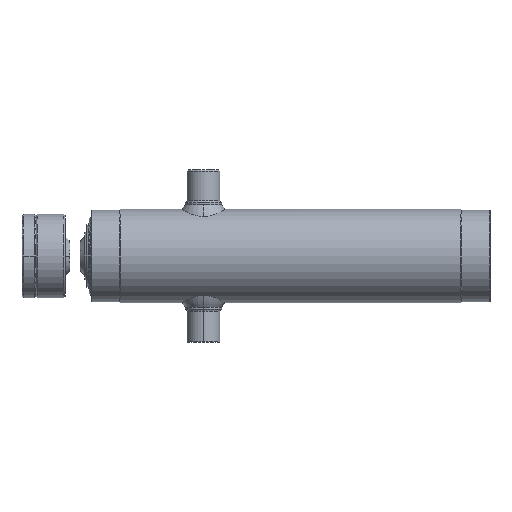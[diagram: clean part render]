
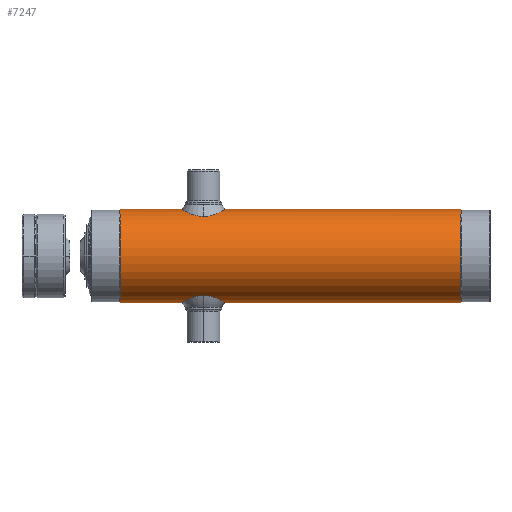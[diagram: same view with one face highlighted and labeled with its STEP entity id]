
A CAD part, left-side view. The second image highlights one B-rep face of the part: STEP entity #7247.
In plain terms, the highlighted cylindrical face has radius 64 mm (diameter 128 mm), a partial arc.
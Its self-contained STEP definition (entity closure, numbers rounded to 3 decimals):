
#11 = CARTESIAN_POINT ( 'NONE',  ( -5.808, 394.557, 63.736 ) ) ;
#262 = AXIS2_PLACEMENT_3D ( 'NONE', #2808, #1396, #9752 ) ;
#418 = CARTESIAN_POINT ( 'NONE',  ( -0.789, 398.961, 63.996 ) ) ;
#536 = FACE_OUTER_BOUND ( 'NONE', #5013, .T. ) ;
#720 = CARTESIAN_POINT ( 'NONE',  ( -5.384, 390.345, 63.773 ) ) ;
#727 = CARTESIAN_POINT ( 'NONE',  ( 0., 399., 64. ) ) ;
#769 = CARTESIAN_POINT ( 'NONE',  ( -2.117, 387.382, 63.965 ) ) ;
#810 = DIRECTION ( 'NONE',  ( 0., -1., 0. ) ) ;
#815 = CARTESIAN_POINT ( 'NONE',  ( -1.362, 387.153, 63.986 ) ) ;
#931 = ORIENTED_EDGE ( 'NONE', *, *, #8995, .F. ) ;
#1213 = EDGE_CURVE ( 'NONE', #3080, #4595, #5418, .T. ) ;
#1271 = CARTESIAN_POINT ( 'NONE',  ( -3.173, 398.096, 63.921 ) ) ;
#1323 = CARTESIAN_POINT ( 'NONE',  ( -3.963, 397.522, 63.878 ) ) ;
#1393 = ORIENTED_EDGE ( 'NONE', *, *, #1213, .T. ) ;
#1396 = DIRECTION ( 'NONE',  ( 0., -1., 0. ) ) ;
#1465 = CIRCLE ( 'NONE', #2747, 64. ) ;
#1577 = CARTESIAN_POINT ( 'NONE',  ( -2.661, 387.608, 63.946 ) ) ;
#1681 = VECTOR ( 'NONE', #5322, 1000. ) ;
#2149 = CARTESIAN_POINT ( 'NONE',  ( 0., 507., 64. ) ) ;
#2156 = EDGE_CURVE ( 'NONE', #3080, #3926, #9916, .T. ) ;
#2181 = CARTESIAN_POINT ( 'NONE',  ( -5.551, 390.699, 63.759 ) ) ;
#2234 = CARTESIAN_POINT ( 'NONE',  ( -5.469, 395.476, 63.766 ) ) ;
#2314 = VERTEX_POINT ( 'NONE', #2816 ) ;
#2385 = CARTESIAN_POINT ( 'NONE',  ( -5.961, 393.787, 63.722 ) ) ;
#2555 = DIRECTION ( 'NONE',  ( 0., 0., -1. ) ) ;
#2663 = DIRECTION ( 'NONE',  ( 0., -1., 0. ) ) ;
#2747 = AXIS2_PLACEMENT_3D ( 'NONE', #8013, #9664, #5719 ) ;
#2808 = CARTESIAN_POINT ( 'NONE',  ( 0., -30.734, 0. ) ) ;
#2816 = CARTESIAN_POINT ( 'NONE',  ( 0., 40., -64. ) ) ;
#2833 = CARTESIAN_POINT ( 'NONE',  ( 0., 387., 64. ) ) ;
#2947 = CARTESIAN_POINT ( 'NONE',  ( -5.798, 391.443, 63.737 ) ) ;
#3004 = CARTESIAN_POINT ( 'NONE',  ( -5.384, 395.656, 63.773 ) ) ;
#3041 = CARTESIAN_POINT ( 'NONE',  ( 0., -30.734, 64. ) ) ;
#3050 = CARTESIAN_POINT ( 'NONE',  ( 0., -30.734, 64. ) ) ;
#3056 = CARTESIAN_POINT ( 'NONE',  ( -5.846, 391.636, 63.732 ) ) ;
#3080 = VERTEX_POINT ( 'NONE', #2149 ) ;
#3092 = B_SPLINE_CURVE_WITH_KNOTS ( 'NONE', 3,
 ( #9783, #5941, #418, #5186, #5888, #8970, #5133, #8217, #1271, #8266, #1323, #4368, #3757, #6803, #5339, #3004, #2234, #9935, #11, #2385, #8524, #8368, #7771, #3056, #2947, #5392, #2181, #720, #6043, #5442, #8473, #3699, #5487, #3109, #5286, #1577, #769, #6858, #7004, #815, #9881, #9121, #3813 ),
 .UNSPECIFIED., .F., .F.,
 ( 4, 2, 2, 2, 2, 2, 2, 2, 2, 2, 2, 2, 2, 1, 2, 2, 2, 2, 2, 2, 2, 4 ),
 ( 0.009, 0.011, 0.012, 0.012, 0.013, 0.014, 0.015, 0.016, 0.016, 0.018, 0.019, 0.02, 0.021, 0.021, 0.022, 0.022, 0.023, 0.025, 0.026, 0.026, 0.027, 0.028 ),
 .UNSPECIFIED. ) ;
#3109 = CARTESIAN_POINT ( 'NONE',  ( -3.658, 388.228, 63.896 ) ) ;
#3341 = CARTESIAN_POINT ( 'NONE',  ( 0., 507., -64. ) ) ;
#3552 = ORIENTED_EDGE ( 'NONE', *, *, #7007, .F. ) ;
#3699 = CARTESIAN_POINT ( 'NONE',  ( -4.52, 389.035, 63.841 ) ) ;
#3757 = CARTESIAN_POINT ( 'NONE',  ( -4.772, 396.658, 63.822 ) ) ;
#3807 = LINE ( 'NONE', #3050, #9598 ) ;
#3813 = CARTESIAN_POINT ( 'NONE',  ( 0., 387., 64. ) ) ;
#3926 = VERTEX_POINT ( 'NONE', #727 ) ;
#4040 = ORIENTED_EDGE ( 'NONE', *, *, #6573, .F. ) ;
#4126 = VERTEX_POINT ( 'NONE', #2833 ) ;
#4368 = CARTESIAN_POINT ( 'NONE',  ( -4.524, 396.962, 63.841 ) ) ;
#4493 = CYLINDRICAL_SURFACE ( 'NONE', #262, 64. ) ;
#4595 = VERTEX_POINT ( 'NONE', #3341 ) ;
#5013 = EDGE_LOOP ( 'NONE', ( #8556, #1393, #7696, #3552, #931, #4040 ) ) ;
#5133 = CARTESIAN_POINT ( 'NONE',  ( -2.658, 398.383, 63.945 ) ) ;
#5186 = CARTESIAN_POINT ( 'NONE',  ( -1.559, 398.807, 63.982 ) ) ;
#5286 = CARTESIAN_POINT ( 'NONE',  ( -3.006, 387.792, 63.93 ) ) ;
#5322 = DIRECTION ( 'NONE',  ( 0., -1., 0. ) ) ;
#5339 = CARTESIAN_POINT ( 'NONE',  ( -5.198, 396.003, 63.789 ) ) ;
#5392 = CARTESIAN_POINT ( 'NONE',  ( -5.684, 391.067, 63.747 ) ) ;
#5418 = CIRCLE ( 'NONE', #6375, 64. ) ;
#5442 = CARTESIAN_POINT ( 'NONE',  ( -5.097, 389.829, 63.797 ) ) ;
#5487 = CARTESIAN_POINT ( 'NONE',  ( -3.967, 388.481, 63.878 ) ) ;
#5719 = DIRECTION ( 'NONE',  ( 0., 0., -1. ) ) ;
#5888 = CARTESIAN_POINT ( 'NONE',  ( -1.933, 398.694, 63.972 ) ) ;
#5941 = CARTESIAN_POINT ( 'NONE',  ( -0.392, 399., 64. ) ) ;
#6043 = CARTESIAN_POINT ( 'NONE',  ( -5.199, 389.999, 63.789 ) ) ;
#6375 = AXIS2_PLACEMENT_3D ( 'NONE', #9494, #7896, #2555 ) ;
#6521 = LINE ( 'NONE', #8701, #9801 ) ;
#6573 = EDGE_CURVE ( 'NONE', #3926, #4126, #3092, .T. ) ;
#6803 = CARTESIAN_POINT ( 'NONE',  ( -5.097, 396.171, 63.797 ) ) ;
#6858 = CARTESIAN_POINT ( 'NONE',  ( -1.929, 387.315, 63.971 ) ) ;
#7004 = CARTESIAN_POINT ( 'NONE',  ( -1.552, 387.201, 63.981 ) ) ;
#7007 = EDGE_CURVE ( 'NONE', #7568, #2314, #1465, .T. ) ;
#7156 = EDGE_CURVE ( 'NONE', #4595, #2314, #6521, .T. ) ;
#7247 = ADVANCED_FACE ( 'NONE', ( #536 ), #4493, .T. ) ;
#7568 = VERTEX_POINT ( 'NONE', #8163 ) ;
#7696 = ORIENTED_EDGE ( 'NONE', *, *, #7156, .T. ) ;
#7771 = CARTESIAN_POINT ( 'NONE',  ( -5.962, 392.217, 63.722 ) ) ;
#7896 = DIRECTION ( 'NONE',  ( 0., -1., 0. ) ) ;
#8013 = CARTESIAN_POINT ( 'NONE',  ( 0., 40., 0. ) ) ;
#8163 = CARTESIAN_POINT ( 'NONE',  ( 0., 40., 64. ) ) ;
#8217 = CARTESIAN_POINT ( 'NONE',  ( -3.005, 398.197, 63.93 ) ) ;
#8266 = CARTESIAN_POINT ( 'NONE',  ( -3.661, 397.77, 63.896 ) ) ;
#8368 = CARTESIAN_POINT ( 'NONE',  ( -6., 392.606, 63.718 ) ) ;
#8473 = CARTESIAN_POINT ( 'NONE',  ( -4.768, 389.336, 63.823 ) ) ;
#8524 = CARTESIAN_POINT ( 'NONE',  ( -6., 393.389, 63.718 ) ) ;
#8556 = ORIENTED_EDGE ( 'NONE', *, *, #2156, .F. ) ;
#8701 = CARTESIAN_POINT ( 'NONE',  ( 0., -30.734, -64. ) ) ;
#8970 = CARTESIAN_POINT ( 'NONE',  ( -2.478, 398.468, 63.952 ) ) ;
#8995 = EDGE_CURVE ( 'NONE', #4126, #7568, #3807, .T. ) ;
#9121 = CARTESIAN_POINT ( 'NONE',  ( -0.396, 387., 64. ) ) ;
#9494 = CARTESIAN_POINT ( 'NONE',  ( 0., 507., 0. ) ) ;
#9598 = VECTOR ( 'NONE', #810, 1000. ) ;
#9664 = DIRECTION ( 'NONE',  ( 0., -1., 0. ) ) ;
#9752 = DIRECTION ( 'NONE',  ( 0., 0., -1. ) ) ;
#9783 = CARTESIAN_POINT ( 'NONE',  ( 0., 399., 64. ) ) ;
#9801 = VECTOR ( 'NONE', #2663, 1000. ) ;
#9881 = CARTESIAN_POINT ( 'NONE',  ( -0.786, 387.039, 63.996 ) ) ;
#9916 = LINE ( 'NONE', #3041, #1681 ) ;
#9935 = CARTESIAN_POINT ( 'NONE',  ( -5.694, 394.931, 63.746 ) ) ;
